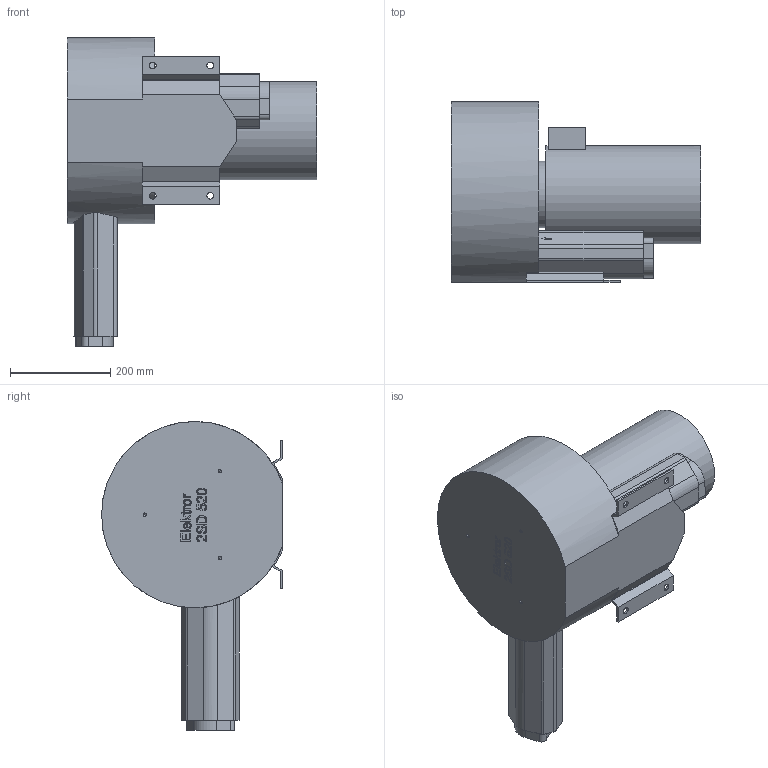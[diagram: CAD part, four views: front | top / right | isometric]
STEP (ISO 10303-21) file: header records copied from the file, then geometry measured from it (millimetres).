
FILE_DESCRIPTION((''),'2;1');
FILE_NAME('AttTemp.stp','2012-07-19T07:49:17',('LuginslandCAD'),(''),'Autodesk Inventor 2012','Autodesk Inventor 2012','');
FILE_SCHEMA(('CONFIG_CONTROL_DESIGN'));
Length unit declared in the file: millimetre
Products named in the file (1): 01-TB-14520
Bounding box: 499.1 x 361 x 617 mm (x, y, z)
Volume: 32489959.4 mm3; surface area: 937117 mm2
Topology: 1 solids, 5 shells, 360 faces, 934 edges, 621 vertices
Faces by surface type: plane 199, bspline 92, cylinder 62, cone 7
Full cylindrical faces by diameter (mm): 6.647 x11, 8.5 x4, 10 x2, 13.5 x4, 56.656 x2, 133 x1, 195.5 x1
Entity records: 11425 total; most frequent: CARTESIAN_POINT 3095, ORIENTED_EDGE 1782, DIRECTION 1365, EDGE_CURVE 891, VERTEX_POINT 610, VECTOR 571, LINE 571, EDGE_LOOP 437
